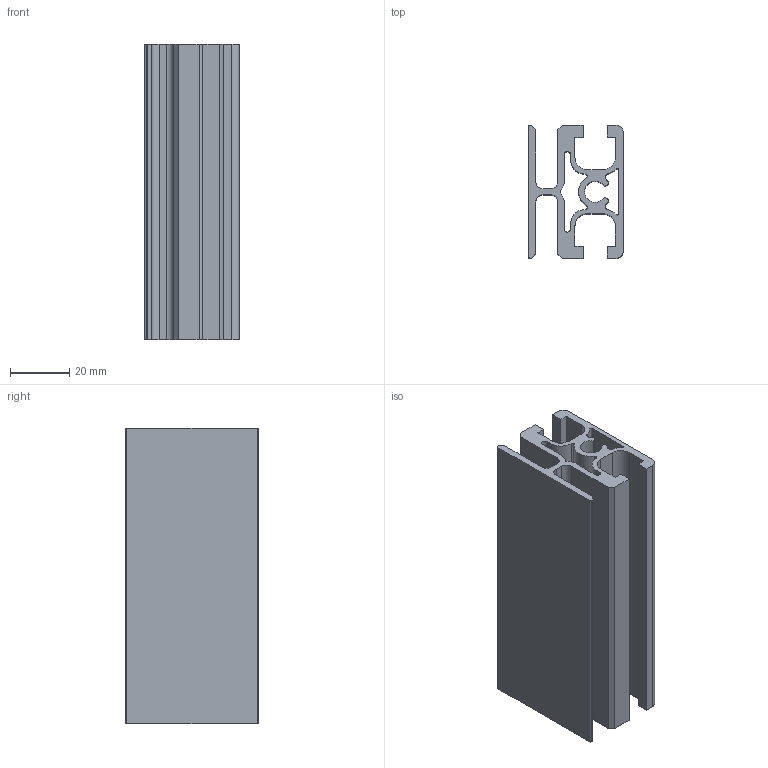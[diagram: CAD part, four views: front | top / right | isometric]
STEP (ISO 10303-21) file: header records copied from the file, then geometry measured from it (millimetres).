
FILE_DESCRIPTION(/* description */ ('Profil 32x45'),/* implementation_level */ '2;1');
FILE_NAME(/* name */ '113245.stp',/* time_stamp */ '2015-11-03T12:21:21+01:00',/* author */ ('user'),/* organization */ (''),/* preprocessor_version */ 'ST-DEVELOPER v15.2',/* originating_system */ 'Autodesk Inventor 2014',/* authorisation */ '');
FILE_SCHEMA (('AUTOMOTIVE_DESIGN { 1 0 10303 214 3 1 1 }'));
Length unit declared in the file: millimetre
Products named in the file (1): 113245
Bounding box: 32 x 45 x 100 mm (x, y, z)
Volume: 54442.2 mm3; surface area: 43572.8 mm2
Topology: 1 solids, 1 shells, 72 faces, 210 edges, 140 vertices
Faces by surface type: plane 41, cylinder 31
Entity records: 2428 total; most frequent: CARTESIAN_POINT 423, ORIENTED_EDGE 420, DIRECTION 418, EDGE_CURVE 210, LINE 148, VECTOR 148, VERTEX_POINT 140, AXIS2_PLACEMENT_3D 135
